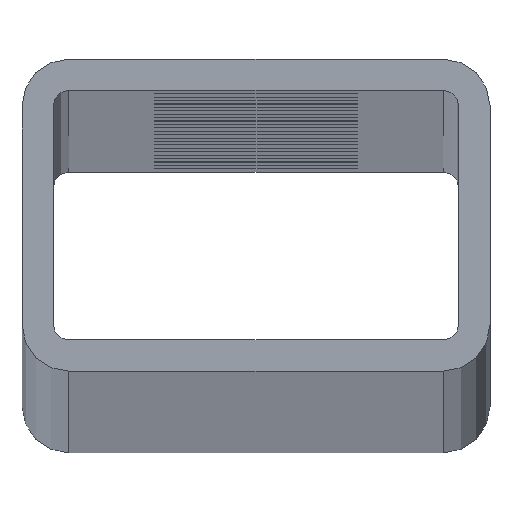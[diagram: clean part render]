
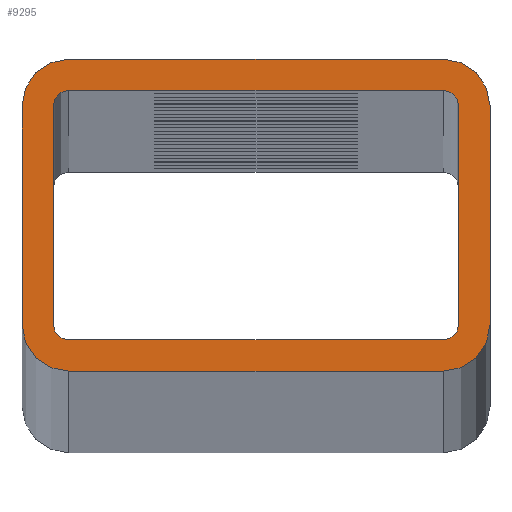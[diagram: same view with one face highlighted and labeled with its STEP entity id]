
A CAD part, top view. The second image highlights one B-rep face of the part: STEP entity #9295.
In plain terms, the highlighted planar face has unit normal (0, 0, 1).
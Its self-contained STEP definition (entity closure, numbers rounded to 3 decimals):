
#74 = CIRCLE ( 'NONE', #4645, 3. ) ;
#244 = VERTEX_POINT ( 'NONE', #3044 ) ;
#358 = CARTESIAN_POINT ( 'NONE',  ( -15., 7., 1500. ) ) ;
#385 = EDGE_CURVE ( 'NONE', #244, #15645, #550, .T. ) ;
#403 = VERTEX_POINT ( 'NONE', #16193 ) ;
#463 = VERTEX_POINT ( 'NONE', #2271 ) ;
#550 = CIRCLE ( 'NONE', #10489, 1. ) ;
#811 = DIRECTION ( 'NONE',  ( 0., 0., 1. ) ) ;
#1004 = DIRECTION ( 'NONE',  ( 1., 0., 0. ) ) ;
#1122 = ORIENTED_EDGE ( 'NONE', *, *, #8356, .F. ) ;
#1147 = EDGE_CURVE ( 'NONE', #8336, #244, #12809, .T. ) ;
#1433 = VERTEX_POINT ( 'NONE', #13737 ) ;
#1470 = DIRECTION ( 'NONE',  ( 1., 0., 0. ) ) ;
#1559 = EDGE_CURVE ( 'NONE', #7173, #8336, #1735, .T. ) ;
#1654 = ORIENTED_EDGE ( 'NONE', *, *, #15348, .T. ) ;
#1735 = CIRCLE ( 'NONE', #8670, 1. ) ;
#1752 = DIRECTION ( 'NONE',  ( 0., 0., 1. ) ) ;
#1930 = CARTESIAN_POINT ( 'NONE',  ( 15., -7., 1500. ) ) ;
#2017 = CARTESIAN_POINT ( 'NONE',  ( 12., 8., 1500. ) ) ;
#2040 = AXIS2_PLACEMENT_3D ( 'NONE', #7506, #8777, #1004 ) ;
#2041 = VERTEX_POINT ( 'NONE', #8475 ) ;
#2042 = ORIENTED_EDGE ( 'NONE', *, *, #11008, .T. ) ;
#2195 = DIRECTION ( 'NONE',  ( 1., 0., 0. ) ) ;
#2271 = CARTESIAN_POINT ( 'NONE',  ( -12., 10., 1500. ) ) ;
#2479 = CARTESIAN_POINT ( 'NONE',  ( 12., 10., 1500. ) ) ;
#2487 = CARTESIAN_POINT ( 'NONE',  ( -12., 10., 1500. ) ) ;
#2779 = CARTESIAN_POINT ( 'NONE',  ( -12., -10., 1500. ) ) ;
#2808 = EDGE_LOOP ( 'NONE', ( #14589, #11792, #2042, #1654, #15677, #7722, #8011, #10357 ) ) ;
#2869 = CARTESIAN_POINT ( 'NONE',  ( 12., -8., 1500. ) ) ;
#3040 = LINE ( 'NONE', #6156, #16101 ) ;
#3044 = CARTESIAN_POINT ( 'NONE',  ( 13., 7., 1500. ) ) ;
#3371 = LINE ( 'NONE', #2487, #12067 ) ;
#3659 = EDGE_CURVE ( 'NONE', #5420, #2041, #11584, .T. ) ;
#3660 = FACE_OUTER_BOUND ( 'NONE', #2808, .T. ) ;
#3712 = DIRECTION ( 'NONE',  ( 1., 0., 0. ) ) ;
#3749 = ORIENTED_EDGE ( 'NONE', *, *, #7058, .F. ) ;
#4561 = ORIENTED_EDGE ( 'NONE', *, *, #1147, .F. ) ;
#4645 = AXIS2_PLACEMENT_3D ( 'NONE', #12557, #5004, #15209 ) ;
#4681 = EDGE_CURVE ( 'NONE', #2041, #1433, #6965, .T. ) ;
#4766 = DIRECTION ( 'NONE',  ( 0., 0., 1. ) ) ;
#4833 = EDGE_CURVE ( 'NONE', #403, #5420, #14894, .T. ) ;
#5004 = DIRECTION ( 'NONE',  ( 0., 0., 1. ) ) ;
#5120 = CARTESIAN_POINT ( 'NONE',  ( -12., -8., 1500. ) ) ;
#5195 = EDGE_CURVE ( 'NONE', #10148, #12908, #10368, .T. ) ;
#5321 = CARTESIAN_POINT ( 'NONE',  ( -12., -10., 1500. ) ) ;
#5420 = VERTEX_POINT ( 'NONE', #6488 ) ;
#5487 = DIRECTION ( 'NONE',  ( -1., 0., 0. ) ) ;
#5551 = EDGE_CURVE ( 'NONE', #10850, #6344, #9749, .T. ) ;
#5942 = CARTESIAN_POINT ( 'NONE',  ( -12., -7., 1500. ) ) ;
#5994 = VECTOR ( 'NONE', #1470, 1000. ) ;
#6035 = DIRECTION ( 'NONE',  ( 0., 0., 1. ) ) ;
#6054 = VECTOR ( 'NONE', #9022, 1000. ) ;
#6138 = AXIS2_PLACEMENT_3D ( 'NONE', #7343, #6035, #7231 ) ;
#6156 = CARTESIAN_POINT ( 'NONE',  ( 15., 7., 1500. ) ) ;
#6344 = VERTEX_POINT ( 'NONE', #10993 ) ;
#6488 = CARTESIAN_POINT ( 'NONE',  ( -13., 7., 1500. ) ) ;
#6559 = ORIENTED_EDGE ( 'NONE', *, *, #385, .F. ) ;
#6566 = VERTEX_POINT ( 'NONE', #16172 ) ;
#6965 = CIRCLE ( 'NONE', #2040, 1. ) ;
#7058 = EDGE_CURVE ( 'NONE', #15645, #403, #13861, .T. ) ;
#7173 = VERTEX_POINT ( 'NONE', #2869 ) ;
#7231 = DIRECTION ( 'NONE',  ( 1., 0., 0. ) ) ;
#7343 = CARTESIAN_POINT ( 'NONE',  ( 12., -7., 1500. ) ) ;
#7446 = DIRECTION ( 'NONE',  ( -1., 0., 0. ) ) ;
#7506 = CARTESIAN_POINT ( 'NONE',  ( -12., -7., 1500. ) ) ;
#7531 = DIRECTION ( 'NONE',  ( 1., 0., 0. ) ) ;
#7569 = DIRECTION ( 'NONE',  ( -1., 0., 0. ) ) ;
#7632 = CARTESIAN_POINT ( 'NONE',  ( 13., 7., 1500. ) ) ;
#7722 = ORIENTED_EDGE ( 'NONE', *, *, #5551, .T. ) ;
#7904 = AXIS2_PLACEMENT_3D ( 'NONE', #5942, #14775, #7531 ) ;
#7985 = VECTOR ( 'NONE', #11416, 1000. ) ;
#8011 = ORIENTED_EDGE ( 'NONE', *, *, #14773, .T. ) ;
#8042 = CARTESIAN_POINT ( 'NONE',  ( -12., 7., 1500. ) ) ;
#8068 = VECTOR ( 'NONE', #14997, 1000. ) ;
#8336 = VERTEX_POINT ( 'NONE', #9068 ) ;
#8356 = EDGE_CURVE ( 'NONE', #1433, #7173, #9405, .T. ) ;
#8369 = EDGE_LOOP ( 'NONE', ( #10705, #14429, #3749, #6559, #4561, #11485, #1122, #9937 ) ) ;
#8470 = PLANE ( 'NONE',  #14678 ) ;
#8475 = CARTESIAN_POINT ( 'NONE',  ( -13., -7., 1500. ) ) ;
#8655 = LINE ( 'NONE', #13290, #8068 ) ;
#8670 = AXIS2_PLACEMENT_3D ( 'NONE', #9311, #1752, #14234 ) ;
#8777 = DIRECTION ( 'NONE',  ( 0., 0., 1. ) ) ;
#9022 = DIRECTION ( 'NONE',  ( 1., 0., 0. ) ) ;
#9068 = CARTESIAN_POINT ( 'NONE',  ( 13., -7., 1500. ) ) ;
#9085 = CARTESIAN_POINT ( 'NONE',  ( 15., 7., 1500. ) ) ;
#9295 = ADVANCED_FACE ( 'NONE', ( #3660, #14531 ), #8470, .T. ) ;
#9311 = CARTESIAN_POINT ( 'NONE',  ( 12., -7., 1500. ) ) ;
#9405 = LINE ( 'NONE', #5120, #6054 ) ;
#9433 = VECTOR ( 'NONE', #10227, 1000. ) ;
#9680 = CARTESIAN_POINT ( 'NONE',  ( 12., 7., 1500. ) ) ;
#9749 = LINE ( 'NONE', #2779, #5994 ) ;
#9937 = ORIENTED_EDGE ( 'NONE', *, *, #4681, .F. ) ;
#10148 = VERTEX_POINT ( 'NONE', #9085 ) ;
#10153 = VERTEX_POINT ( 'NONE', #358 ) ;
#10227 = DIRECTION ( 'NONE',  ( 0., 1., 0. ) ) ;
#10357 = ORIENTED_EDGE ( 'NONE', *, *, #10437, .T. ) ;
#10368 = CIRCLE ( 'NONE', #15213, 3. ) ;
#10437 = EDGE_CURVE ( 'NONE', #14671, #10148, #3040, .T. ) ;
#10489 = AXIS2_PLACEMENT_3D ( 'NONE', #12329, #4766, #3712 ) ;
#10705 = ORIENTED_EDGE ( 'NONE', *, *, #3659, .F. ) ;
#10850 = VERTEX_POINT ( 'NONE', #5321 ) ;
#10861 = CIRCLE ( 'NONE', #6138, 3. ) ;
#10993 = CARTESIAN_POINT ( 'NONE',  ( 12., -10., 1500. ) ) ;
#11008 = EDGE_CURVE ( 'NONE', #463, #10153, #74, .T. ) ;
#11079 = CIRCLE ( 'NONE', #7904, 3. ) ;
#11416 = DIRECTION ( 'NONE',  ( 0., -1., 0. ) ) ;
#11485 = ORIENTED_EDGE ( 'NONE', *, *, #1559, .F. ) ;
#11584 = LINE ( 'NONE', #16275, #7985 ) ;
#11792 = ORIENTED_EDGE ( 'NONE', *, *, #13611, .T. ) ;
#12067 = VECTOR ( 'NONE', #7569, 1000. ) ;
#12164 = DIRECTION ( 'NONE',  ( 1., 0., 0. ) ) ;
#12329 = CARTESIAN_POINT ( 'NONE',  ( 12., 7., 1500. ) ) ;
#12478 = CARTESIAN_POINT ( 'NONE',  ( -12., 8., 1500. ) ) ;
#12557 = CARTESIAN_POINT ( 'NONE',  ( -12., 7., 1500. ) ) ;
#12809 = LINE ( 'NONE', #7632, #9433 ) ;
#12908 = VERTEX_POINT ( 'NONE', #2479 ) ;
#13073 = DIRECTION ( 'NONE',  ( 0., 0., 1. ) ) ;
#13264 = DIRECTION ( 'NONE',  ( 0., 0., 1. ) ) ;
#13290 = CARTESIAN_POINT ( 'NONE',  ( -15., 7., 1500. ) ) ;
#13611 = EDGE_CURVE ( 'NONE', #12908, #463, #3371, .T. ) ;
#13641 = VECTOR ( 'NONE', #7446, 1000. ) ;
#13737 = CARTESIAN_POINT ( 'NONE',  ( -12., -8., 1500. ) ) ;
#13861 = LINE ( 'NONE', #12478, #13641 ) ;
#13899 = AXIS2_PLACEMENT_3D ( 'NONE', #8042, #13073, #5487 ) ;
#14234 = DIRECTION ( 'NONE',  ( 1., 0., 0. ) ) ;
#14395 = EDGE_CURVE ( 'NONE', #6566, #10850, #11079, .T. ) ;
#14429 = ORIENTED_EDGE ( 'NONE', *, *, #4833, .F. ) ;
#14531 = FACE_BOUND ( 'NONE', #8369, .T. ) ;
#14589 = ORIENTED_EDGE ( 'NONE', *, *, #5195, .T. ) ;
#14671 = VERTEX_POINT ( 'NONE', #1930 ) ;
#14678 = AXIS2_PLACEMENT_3D ( 'NONE', #15950, #811, #2195 ) ;
#14773 = EDGE_CURVE ( 'NONE', #6344, #14671, #10861, .T. ) ;
#14775 = DIRECTION ( 'NONE',  ( 0., 0., 1. ) ) ;
#14894 = CIRCLE ( 'NONE', #13899, 1. ) ;
#14997 = DIRECTION ( 'NONE',  ( 0., -1., 0. ) ) ;
#15209 = DIRECTION ( 'NONE',  ( -1., 0., 0. ) ) ;
#15213 = AXIS2_PLACEMENT_3D ( 'NONE', #9680, #13264, #12164 ) ;
#15348 = EDGE_CURVE ( 'NONE', #10153, #6566, #8655, .T. ) ;
#15645 = VERTEX_POINT ( 'NONE', #2017 ) ;
#15677 = ORIENTED_EDGE ( 'NONE', *, *, #14395, .T. ) ;
#15950 = CARTESIAN_POINT ( 'NONE',  ( 12., 7., 1500. ) ) ;
#16101 = VECTOR ( 'NONE', #16326, 1000. ) ;
#16172 = CARTESIAN_POINT ( 'NONE',  ( -15., -7., 1500. ) ) ;
#16193 = CARTESIAN_POINT ( 'NONE',  ( -12., 8., 1500. ) ) ;
#16275 = CARTESIAN_POINT ( 'NONE',  ( -13., 7., 1500. ) ) ;
#16326 = DIRECTION ( 'NONE',  ( 0., 1., 0. ) ) ;
